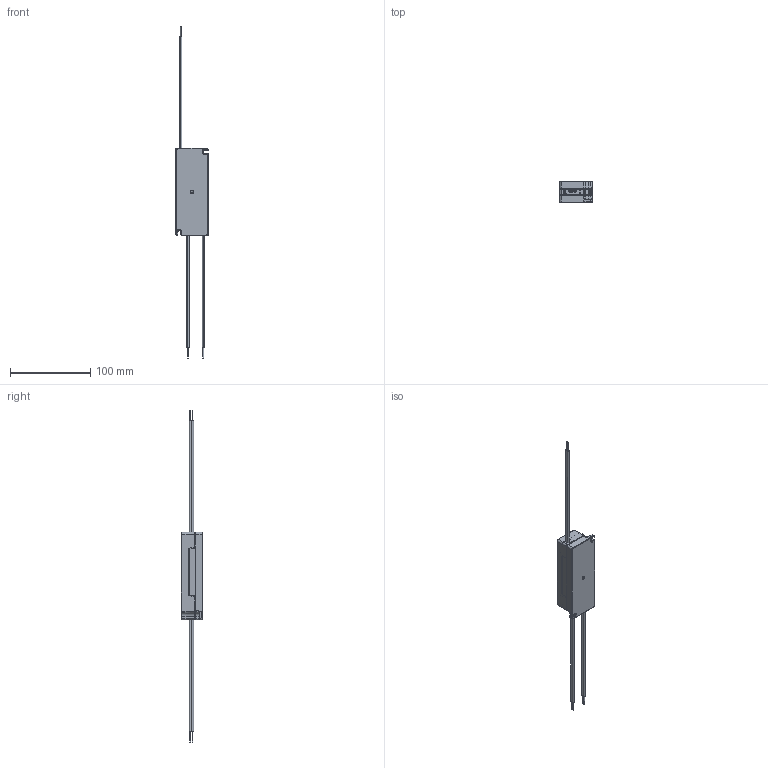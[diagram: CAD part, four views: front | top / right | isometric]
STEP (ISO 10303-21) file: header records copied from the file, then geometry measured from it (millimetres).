
FILE_DESCRIPTION((''),'2;1');
FILE_NAME('0640247_ASM','2018-03-15T10:46:34',('semelian'),(''),'CREO PARAMETRIC BY PTC INC, 2017380','CREO PARAMETRIC BY PTC INC, 2017380','');
FILE_SCHEMA(('CONFIG_CONTROL_DESIGN'));
Length unit declared in the file: inch
Products named in the file (5): 2442190; 2442191; GRY_WIRE; WIRES_ASM; 0640247_ASM
Assembly tree (7 placements, depth 3):
  0640247_ASM
    2442190
    2442191
    WIRES_ASM  x3
      GRY_WIRE
Bounding box: 40.87 x 27.08 x 414.07 mm (x, y, z)
Volume: 36602.8 mm3; surface area: 41762.9 mm2
Topology: 8 solids, 8 shells, 880 faces, 2133 edges, 1275 vertices
Faces by surface type: cylinder 340, plane 285, bspline 141, sphere 80, torus 20, cone 14
Entity records: 34351 total; most frequent: CARTESIAN_POINT 15826, ORIENTED_EDGE 4130, DIRECTION 3413, EDGE_CURVE 2065, VERTEX_POINT 1235, AXIS2_PLACEMENT_3D 1194, VECTOR 1025, LINE 1025
